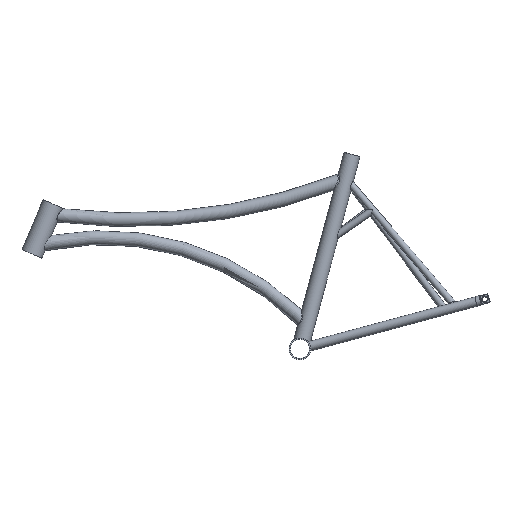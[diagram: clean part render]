
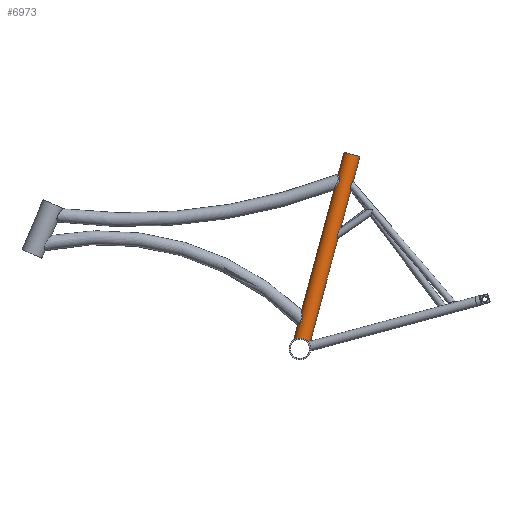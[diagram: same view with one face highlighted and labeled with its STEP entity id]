
A CAD part, top view. The second image highlights one B-rep face of the part: STEP entity #6973.
In plain terms, the highlighted cylindrical face has radius 19.05 mm (diameter 38.1 mm), a partial arc.
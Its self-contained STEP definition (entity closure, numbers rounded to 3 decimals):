
#168 = DIRECTION ( 'NONE',  ( -0.259, -0.966, 0. ) ) ;
#279 = CARTESIAN_POINT ( 'NONE',  ( 525.353, 24.901, 16.976 ) ) ;
#333 = CARTESIAN_POINT ( 'NONE',  ( 537.24, 23.097, 18.776 ) ) ;
#378 = CARTESIAN_POINT ( 'NONE',  ( 549.886, 11.431, 4.482 ) ) ;
#424 = CARTESIAN_POINT ( 'NONE',  ( 515.039, 21.588, 6.891 ) ) ;
#526 = CARTESIAN_POINT ( 'NONE',  ( 514.427, 21.216, 5.421 ) ) ;
#573 = CARTESIAN_POINT ( 'NONE',  ( 515.622, 21.918, 8.015 ) ) ;
#600 = VECTOR ( 'NONE', #4276, 1000. ) ;
#622 = CARTESIAN_POINT ( 'NONE',  ( 514.027, 20.961, 4.191 ) ) ;
#623 = VECTOR ( 'NONE', #168, 1000. ) ;
#802 = ORIENTED_EDGE ( 'NONE', *, *, #5162, .F. ) ;
#821 = DIRECTION ( 'NONE',  ( -0.259, -0.966, 0. ) ) ;
#830 = CARTESIAN_POINT ( 'NONE',  ( 648.229, 450., 0. ) ) ;
#988 = CARTESIAN_POINT ( 'NONE',  ( 544.745, 18.252, 14.978 ) ) ;
#1225 = CARTESIAN_POINT ( 'NONE',  ( 629.828, 454.931, 0. ) ) ;
#1286 = CARTESIAN_POINT ( 'NONE',  ( 520.974, 24.098, 14.224 ) ) ;
#1331 = CARTESIAN_POINT ( 'NONE',  ( 516.636, 22.446, 9.627 ) ) ;
#1534 = DIRECTION ( 'NONE',  ( -0.966, 0.259, 0. ) ) ;
#1541 = EDGE_LOOP ( 'NONE', ( #802, #2243, #9254, #6689 ) ) ;
#1842 = CARTESIAN_POINT ( 'NONE',  ( 524.19, 24.766, 16.376 ) ) ;
#1937 = AXIS2_PLACEMENT_3D ( 'NONE', #7766, #821, #3165 ) ;
#2243 = ORIENTED_EDGE ( 'NONE', *, *, #3313, .T. ) ;
#2488 = CARTESIAN_POINT ( 'NONE',  ( 549.717, 11.755, 5.403 ) ) ;
#2593 = CARTESIAN_POINT ( 'NONE',  ( 545.859, 17.139, 13.795 ) ) ;
#2639 = CARTESIAN_POINT ( 'NONE',  ( 522.003, 24.359, 14.998 ) ) ;
#2738 = CARTESIAN_POINT ( 'NONE',  ( 520.475, 23.953, 13.813 ) ) ;
#2883 = CARTESIAN_POINT ( 'NONE',  ( 518.18, 23.152, 11.622 ) ) ;
#2931 = CARTESIAN_POINT ( 'NONE',  ( 519.047, 23.494, 12.537 ) ) ;
#3165 = DIRECTION ( 'NONE',  ( 0.966, -0.259, 0. ) ) ;
#3232 = CARTESIAN_POINT ( 'NONE',  ( 543.074, 19.708, 16.384 ) ) ;
#3313 = EDGE_CURVE ( 'NONE', #3990, #7059, #8078, .T. ) ;
#3341 = CARTESIAN_POINT ( 'NONE',  ( 523.627, 24.68, 16.053 ) ) ;
#3393 = CARTESIAN_POINT ( 'NONE',  ( 534.771, 23.967, 19.041 ) ) ;
#3440 = CARTESIAN_POINT ( 'NONE',  ( 549.777, 11.641, 5.097 ) ) ;
#3503 = AXIS2_PLACEMENT_3D ( 'NONE', #830, #8385, #1534 ) ;
#3983 = CARTESIAN_POINT ( 'NONE',  ( 540.616, 21.384, 17.733 ) ) ;
#3990 = VERTEX_POINT ( 'NONE', #5282 ) ;
#4040 = CARTESIAN_POINT ( 'NONE',  ( 535.399, 23.772, 19.006 ) ) ;
#4142 = CARTESIAN_POINT ( 'NONE',  ( 550.243, 10.707, 0. ) ) ;
#4276 = DIRECTION ( 'NONE',  ( -0.259, -0.966, 0. ) ) ;
#4284 = CARTESIAN_POINT ( 'NONE',  ( 515.942, 22.091, 8.561 ) ) ;
#4785 = CARTESIAN_POINT ( 'NONE',  ( 536.64, 23.338, 18.877 ) ) ;
#4838 = CARTESIAN_POINT ( 'NONE',  ( 547.44, 15.303, 11.607 ) ) ;
#4889 = CARTESIAN_POINT ( 'NONE',  ( 522.533, 24.477, 15.364 ) ) ;
#4936 = CARTESIAN_POINT ( 'NONE',  ( 550.243, 10.707, 1.328 ) ) ;
#4986 = CARTESIAN_POINT ( 'NONE',  ( 545.504, 17.51, 14.201 ) ) ;
#4992 = EDGE_CURVE ( 'NONE', #7196, #9354, #6874, .T. ) ;
#5162 = EDGE_CURVE ( 'NONE', #3990, #7196, #7646, .T. ) ;
#5282 = CARTESIAN_POINT ( 'NONE',  ( 629.828, 454.931, 0. ) ) ;
#5588 = CARTESIAN_POINT ( 'NONE',  ( 527.773, 25.029, 18.001 ) ) ;
#5637 = CARTESIAN_POINT ( 'NONE',  ( 549.935, 11.335, 4.172 ) ) ;
#5688 = CARTESIAN_POINT ( 'NONE',  ( 538.974, 22.298, 18.347 ) ) ;
#5834 = CARTESIAN_POINT ( 'NONE',  ( 513.616, 20.691, 2.616 ) ) ;
#5880 = CARTESIAN_POINT ( 'NONE',  ( 513.441, 20.568, 1.326 ) ) ;
#6175 = CARTESIAN_POINT ( 'NONE',  ( 666.63, 445.069, 0. ) ) ;
#6322 = EDGE_CURVE ( 'NONE', #9354, #7059, #8402, .T. ) ;
#6436 = CARTESIAN_POINT ( 'NONE',  ( 532.878, 24.483, 19.051 ) ) ;
#6689 = ORIENTED_EDGE ( 'NONE', *, *, #4992, .F. ) ;
#6874 = LINE ( 'NONE', #6175, #623 ) ;
#6973 = ADVANCED_FACE ( 'NONE', ( #7673 ), #9165, .T. ) ;
#7021 = CARTESIAN_POINT ( 'NONE',  ( 540.078, 21.702, 17.959 ) ) ;
#7059 = VERTEX_POINT ( 'NONE', #7926 ) ;
#7079 = CARTESIAN_POINT ( 'NONE',  ( 534.457, 24.058, 19.05 ) ) ;
#7129 = CARTESIAN_POINT ( 'NONE',  ( 549.372, 12.383, 6.878 ) ) ;
#7185 = CARTESIAN_POINT ( 'NONE',  ( 538.407, 22.577, 18.511 ) ) ;
#7196 = VERTEX_POINT ( 'NONE', #8817 ) ;
#7330 = CARTESIAN_POINT ( 'NONE',  ( 514.119, 21.021, 4.505 ) ) ;
#7426 = CARTESIAN_POINT ( 'NONE',  ( 514.776, 21.431, 6.314 ) ) ;
#7646 = CIRCLE ( 'NONE', #3503, 19.05 ) ;
#7673 = FACE_OUTER_BOUND ( 'NONE', #1541, .T. ) ;
#7766 = CARTESIAN_POINT ( 'NONE',  ( 648.229, 450., 0. ) ) ;
#7834 = CARTESIAN_POINT ( 'NONE',  ( 535.713, 23.667, 18.98 ) ) ;
#7887 = CARTESIAN_POINT ( 'NONE',  ( 525.953, 24.95, 17.254 ) ) ;
#7926 = CARTESIAN_POINT ( 'NONE',  ( 513.441, 20.568, 0. ) ) ;
#8043 = CARTESIAN_POINT ( 'NONE',  ( 544.341, 18.622, 15.348 ) ) ;
#8078 = LINE ( 'NONE', #1225, #600 ) ;
#8180 = CARTESIAN_POINT ( 'NONE',  ( 514.319, 21.148, 5.119 ) ) ;
#8223 = CARTESIAN_POINT ( 'NONE',  ( 517.006, 22.624, 10.139 ) ) ;
#8385 = DIRECTION ( 'NONE',  ( 0.259, 0.966, 0. ) ) ;
#8402 = B_SPLINE_CURVE_WITH_KNOTS ( 'NONE', 3,
 ( #4142, #4936, #8635, #5637, #378, #3440, #2488, #9530, #7129, #9322, #8584, #4838, #8783, #2593, #4986, #988, #8043, #3232, #8685, #3983, #7021, #5688, #7185, #333, #4785, #7834, #4040, #3393, #7079, #6436, #9375, #9482, #5588, #7887, #279, #1842, #3341, #4889, #2639, #1286, #2738, #2931, #2883, #8223, #1331, #4284, #573, #424, #7426, #526, #8180, #7330, #622, #5834, #5880, #9014 ),
 .UNSPECIFIED., .F., .F.,
 ( 4, 2, 2, 2, 2, 2, 2, 2, 2, 2, 2, 2, 2, 2, 2, 2, 2, 2, 2, 2, 2, 2, 2, 2, 2, 2, 2, 4 ),
 ( 0., 0.004, 0.005, 0.006, 0.008, 0.012, 0.016, 0.018, 0.02, 0.023, 0.025, 0.027, 0.029, 0.03, 0.031, 0.035, 0.039, 0.041, 0.043, 0.045, 0.047, 0.051, 0.053, 0.055, 0.057, 0.058, 0.059, 0.062 ),
 .UNSPECIFIED. ) ;
#8584 = CARTESIAN_POINT ( 'NONE',  ( 548.449, 13.901, 9.613 ) ) ;
#8635 = CARTESIAN_POINT ( 'NONE',  ( 550.153, 10.902, 2.612 ) ) ;
#8685 = CARTESIAN_POINT ( 'NONE',  ( 542.148, 20.404, 16.983 ) ) ;
#8783 = CARTESIAN_POINT ( 'NONE',  ( 546.86, 16.033, 12.524 ) ) ;
#8817 = CARTESIAN_POINT ( 'NONE',  ( 666.63, 445.069, 0. ) ) ;
#8941 = CARTESIAN_POINT ( 'NONE',  ( 550.243, 10.707, 0. ) ) ;
#9014 = CARTESIAN_POINT ( 'NONE',  ( 513.441, 20.568, 0. ) ) ;
#9165 = CYLINDRICAL_SURFACE ( 'NONE', #1937, 19.05 ) ;
#9254 = ORIENTED_EDGE ( 'NONE', *, *, #6322, .F. ) ;
#9322 = CARTESIAN_POINT ( 'NONE',  ( 548.865, 13.246, 8.56 ) ) ;
#9354 = VERTEX_POINT ( 'NONE', #8941 ) ;
#9375 = CARTESIAN_POINT ( 'NONE',  ( 531.6, 24.72, 18.919 ) ) ;
#9482 = CARTESIAN_POINT ( 'NONE',  ( 529.022, 24.996, 18.388 ) ) ;
#9530 = CARTESIAN_POINT ( 'NONE',  ( 549.522, 12.116, 6.301 ) ) ;
